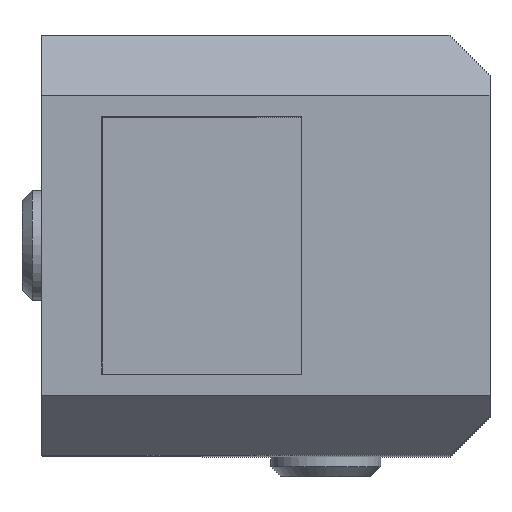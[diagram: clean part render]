
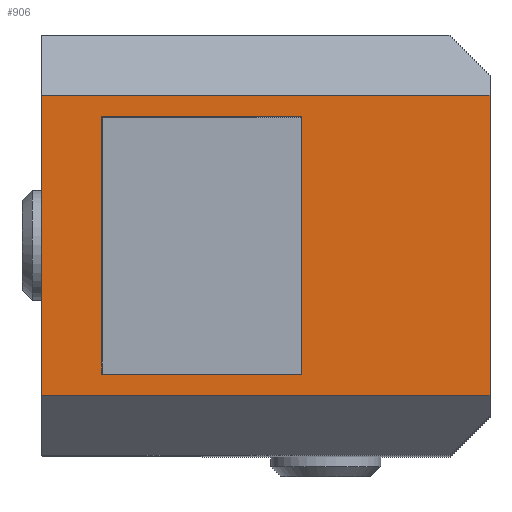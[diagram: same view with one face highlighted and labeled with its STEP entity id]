
A CAD part, top view. The second image highlights one B-rep face of the part: STEP entity #906.
In plain terms, the highlighted planar face has unit normal (0, 0, 1).
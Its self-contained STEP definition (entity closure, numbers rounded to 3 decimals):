
#34=FACE_BOUND('',#177,.T.);
#69=PLANE('',#986);
#114=FACE_OUTER_BOUND('',#176,.T.);
#176=EDGE_LOOP('',(#841,#842,#843,#844));
#177=EDGE_LOOP('',(#845,#846,#847,#848));
#198=LINE('',#1278,#301);
#204=LINE('',#1291,#307);
#217=LINE('',#1319,#320);
#223=LINE('',#1334,#326);
#248=LINE('',#1390,#351);
#261=LINE('',#1417,#364);
#275=LINE('',#1453,#378);
#280=LINE('',#1471,#383);
#301=VECTOR('',#1029,10.);
#307=VECTOR('',#1039,10.);
#320=VECTOR('',#1060,10.);
#326=VECTOR('',#1072,10.);
#351=VECTOR('',#1125,10.);
#364=VECTOR('',#1150,10.);
#378=VECTOR('',#1194,10.);
#383=VECTOR('',#1219,10.);
#425=VERTEX_POINT('',#1275);
#426=VERTEX_POINT('',#1277);
#431=VERTEX_POINT('',#1289);
#441=VERTEX_POINT('',#1316);
#442=VERTEX_POINT('',#1318);
#448=VERTEX_POINT('',#1333);
#465=VERTEX_POINT('',#1388);
#473=VERTEX_POINT('',#1416);
#508=EDGE_CURVE('',#425,#426,#198,.T.);
#515=EDGE_CURVE('',#425,#431,#204,.T.);
#528=EDGE_CURVE('',#442,#441,#217,.T.);
#536=EDGE_CURVE('',#448,#426,#223,.T.);
#565=EDGE_CURVE('',#465,#441,#248,.T.);
#579=EDGE_CURVE('',#442,#473,#261,.T.);
#597=EDGE_CURVE('',#473,#465,#275,.T.);
#605=EDGE_CURVE('',#431,#448,#280,.T.);
#841=ORIENTED_EDGE('',*,*,#565,.F.);
#842=ORIENTED_EDGE('',*,*,#597,.F.);
#843=ORIENTED_EDGE('',*,*,#579,.F.);
#844=ORIENTED_EDGE('',*,*,#528,.T.);
#845=ORIENTED_EDGE('',*,*,#515,.T.);
#846=ORIENTED_EDGE('',*,*,#605,.T.);
#847=ORIENTED_EDGE('',*,*,#536,.T.);
#848=ORIENTED_EDGE('',*,*,#508,.F.);
#906=ADVANCED_FACE('',(#114,#34),#69,.T.);
#986=AXIS2_PLACEMENT_3D('',#1472,#1220,#1221);
#1029=DIRECTION('',(0.,1.,0.));
#1039=DIRECTION('',(-1.,0.,0.));
#1060=DIRECTION('',(0.,1.,0.));
#1072=DIRECTION('',(1.,0.,0.));
#1125=DIRECTION('',(1.,0.,0.));
#1150=DIRECTION('',(-1.,0.,0.));
#1194=DIRECTION('',(0.,1.,0.));
#1219=DIRECTION('',(0.,1.,0.));
#1220=DIRECTION('center_axis',(0.,0.,1.));
#1221=DIRECTION('ref_axis',(1.,0.,0.));
#1275=CARTESIAN_POINT('',(-1.2,-3.95,45.));
#1277=CARTESIAN_POINT('',(-1.2,8.95,45.));
#1278=CARTESIAN_POINT('',(-1.2,-0.6,45.));
#1289=CARTESIAN_POINT('',(-11.2,-3.95,45.));
#1291=CARTESIAN_POINT('',(0.4,-3.95,45.));
#1316=CARTESIAN_POINT('',(8.2,10.,45.));
#1318=CARTESIAN_POINT('',(8.2,-5.,45.));
#1319=CARTESIAN_POINT('',(8.2,-8.,45.));
#1333=CARTESIAN_POINT('',(-11.2,8.95,45.));
#1334=CARTESIAN_POINT('',(0.4,8.95,45.));
#1388=CARTESIAN_POINT('',(-14.2,10.,45.));
#1390=CARTESIAN_POINT('',(0.,10.,45.));
#1416=CARTESIAN_POINT('',(-14.2,-5.,45.));
#1417=CARTESIAN_POINT('',(-4.1,-5.,45.));
#1453=CARTESIAN_POINT('',(-14.2,-3.7,45.));
#1471=CARTESIAN_POINT('',(-11.2,-0.6,45.));
#1472=CARTESIAN_POINT('Origin',(0.,2.5,45.));
